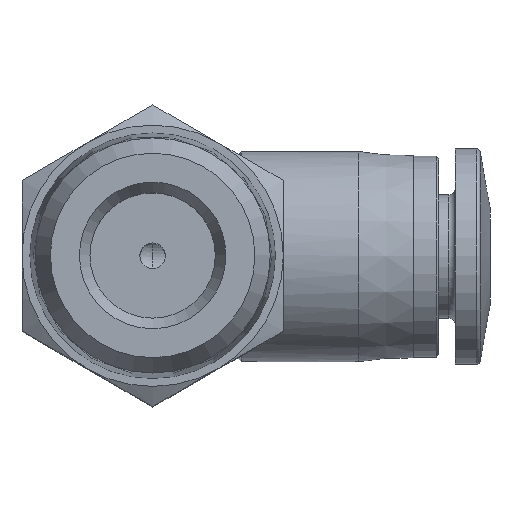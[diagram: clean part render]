
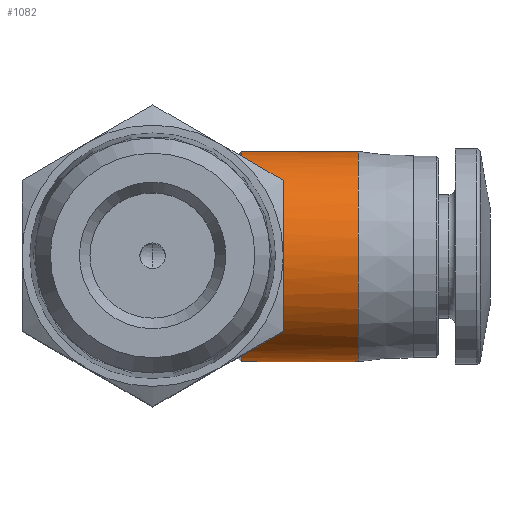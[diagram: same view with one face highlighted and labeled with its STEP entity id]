
A CAD part, top view. The second image highlights one B-rep face of the part: STEP entity #1082.
In plain terms, the highlighted cylindrical face has radius 5.75 mm (diameter 11.5 mm), a full revolution.
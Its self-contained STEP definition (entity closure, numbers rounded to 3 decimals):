
#45=LINE('',#1485,#57);
#46=LINE('',#1487,#58);
#57=VECTOR('',#1235,1000.);
#58=VECTOR('',#1238,1000.);
#72=B_SPLINE_CURVE_WITH_KNOTS('',3,(#1467,#1468,#1469,#1470),
 .UNSPECIFIED.,.F.,.F.,(4,4),(0.004,0.006),
 .UNSPECIFIED.);
#73=B_SPLINE_CURVE_WITH_KNOTS('',3,(#1478,#1479,#1480,#1481),
 .UNSPECIFIED.,.F.,.F.,(4,4),(0.,0.002),.UNSPECIFIED.);
#140=CIRCLE('',#1163,5.75);
#142=CIRCLE('',#1168,5.75);
#297=ORIENTED_EDGE('',*,*,#417,.F.);
#298=ORIENTED_EDGE('',*,*,#415,.T.);
#299=ORIENTED_EDGE('',*,*,#362,.T.);
#300=ORIENTED_EDGE('',*,*,#364,.F.);
#301=ORIENTED_EDGE('',*,*,#413,.T.);
#302=ORIENTED_EDGE('',*,*,#365,.T.);
#303=ORIENTED_EDGE('',*,*,#358,.T.);
#358=EDGE_CURVE('',#449,#448,#72,.T.);
#362=EDGE_CURVE('',#447,#452,#73,.T.);
#364=EDGE_CURVE('',#453,#452,#45,.F.);
#365=EDGE_CURVE('',#454,#449,#46,.F.);
#413=EDGE_CURVE('',#453,#454,#506,.F.);
#415=EDGE_CURVE('',#448,#447,#140,.T.);
#417=EDGE_CURVE('',#483,#483,#142,.T.);
#447=VERTEX_POINT('',#1461);
#448=VERTEX_POINT('',#1466);
#449=VERTEX_POINT('',#1471);
#452=VERTEX_POINT('',#1477);
#453=VERTEX_POINT('',#1484);
#454=VERTEX_POINT('',#1488);
#483=VERTEX_POINT('',#1669);
#506=ELLIPSE('',#1160,8.132,5.75);
#545=EDGE_LOOP('',(#297));
#546=EDGE_LOOP('',(#298,#299,#300,#301,#302,#303));
#624=FACE_BOUND('',#545,.T.);
#625=FACE_BOUND('',#546,.T.);
#668=CYLINDRICAL_SURFACE('',#1167,5.75);
#1082=ADVANCED_FACE('',(#624,#625),#668,.T.);
#1160=AXIS2_PLACEMENT_3D('',#1660,#1326,#1327);
#1163=AXIS2_PLACEMENT_3D('',#1663,#1332,#1333);
#1167=AXIS2_PLACEMENT_3D('',#1667,#1340,#1341);
#1168=AXIS2_PLACEMENT_3D('',#1668,#1342,#1343);
#1235=DIRECTION('',(1.,0.,0.));
#1238=DIRECTION('',(1.,0.,0.));
#1326=DIRECTION('',(-0.707,0.,-0.707));
#1327=DIRECTION('',(0.707,0.,-0.707));
#1332=DIRECTION('',(1.,0.,0.));
#1333=DIRECTION('',(0.,0.,-1.));
#1340=DIRECTION('',(1.,0.,0.));
#1341=DIRECTION('',(0.,0.,-1.));
#1342=DIRECTION('',(1.,0.,0.));
#1343=DIRECTION('',(0.,0.,-1.));
#1461=CARTESIAN_POINT('',(4.85,2.594,5.132));
#1466=CARTESIAN_POINT('',(4.85,-2.594,5.132));
#1467=CARTESIAN_POINT('',(5.356,-1.25,5.612));
#1468=CARTESIAN_POINT('',(5.244,-1.731,5.505));
#1469=CARTESIAN_POINT('',(5.069,-2.183,5.339));
#1470=CARTESIAN_POINT('',(4.85,-2.594,5.132));
#1471=CARTESIAN_POINT('',(5.356,-1.25,5.612));
#1477=CARTESIAN_POINT('',(5.356,1.25,5.612));
#1478=CARTESIAN_POINT('',(4.85,2.594,5.132));
#1479=CARTESIAN_POINT('',(5.07,2.183,5.34));
#1480=CARTESIAN_POINT('',(5.243,1.736,5.504));
#1481=CARTESIAN_POINT('',(5.356,1.25,5.612));
#1484=CARTESIAN_POINT('',(7.115,1.25,5.612));
#1485=CARTESIAN_POINT('',(18.45,1.25,5.612));
#1487=CARTESIAN_POINT('',(18.45,-1.25,5.612));
#1488=CARTESIAN_POINT('',(7.115,-1.25,5.612));
#1660=CARTESIAN_POINT('',(12.728,0.,0.));
#1663=CARTESIAN_POINT('',(4.85,0.,0.));
#1667=CARTESIAN_POINT('',(18.45,0.,0.));
#1668=CARTESIAN_POINT('',(11.25,0.,0.));
#1669=CARTESIAN_POINT('',(11.25,0.,-5.75));
